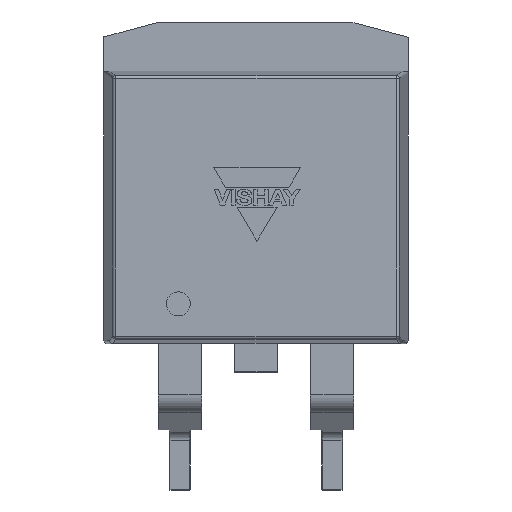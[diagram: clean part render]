
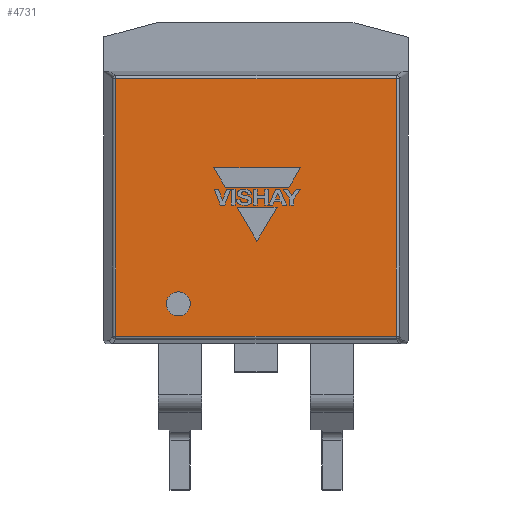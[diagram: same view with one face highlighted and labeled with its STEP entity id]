
A CAD part, top view. The second image highlights one B-rep face of the part: STEP entity #4731.
In plain terms, the highlighted planar face has unit normal (0, 0, 1).
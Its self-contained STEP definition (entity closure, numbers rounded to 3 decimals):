
#216=PLANE('',#5174);
#420=FACE_OUTER_BOUND('',#727,.T.);
#727=EDGE_LOOP('',(#3334,#3335,#3336,#3337));
#1022=LINE('',#7180,#1481);
#1024=LINE('',#7190,#1483);
#1028=LINE('',#7206,#1487);
#1032=LINE('',#7212,#1491);
#1481=VECTOR('',#5703,10.);
#1483=VECTOR('',#5715,10.);
#1487=VECTOR('',#5733,10.);
#1491=VECTOR('',#5741,10.);
#2152=VERTEX_POINT('',#7160);
#2158=VERTEX_POINT('',#7175);
#2159=VERTEX_POINT('',#7182);
#2164=VERTEX_POINT('',#7198);
#2575=EDGE_CURVE('',#2152,#2158,#1022,.T.);
#2580=EDGE_CURVE('',#2159,#2152,#1024,.T.);
#2588=EDGE_CURVE('',#2164,#2159,#1028,.T.);
#2592=EDGE_CURVE('',#2158,#2164,#1032,.T.);
#3334=ORIENTED_EDGE('',*,*,#2575,.F.);
#3335=ORIENTED_EDGE('',*,*,#2580,.F.);
#3336=ORIENTED_EDGE('',*,*,#2588,.F.);
#3337=ORIENTED_EDGE('',*,*,#2592,.F.);
#4731=ADVANCED_FACE('',(#420),#216,.T.);
#5174=AXIS2_PLACEMENT_3D('',#7239,#5772,#5773);
#5703=DIRECTION('',(1.,0.,0.));
#5715=DIRECTION('',(0.,1.,0.));
#5733=DIRECTION('',(-1.,0.,0.));
#5741=DIRECTION('',(0.,-1.,0.));
#5772=DIRECTION('center_axis',(0.,0.,1.));
#5773=DIRECTION('ref_axis',(1.,0.,0.));
#7160=CARTESIAN_POINT('',(-4.686,4.294,5.084));
#7175=CARTESIAN_POINT('',(4.686,4.294,5.084));
#7180=CARTESIAN_POINT('',(1.27,4.294,5.084));
#7182=CARTESIAN_POINT('',(-4.686,-4.299,5.084));
#7190=CARTESIAN_POINT('',(-4.686,1.135,5.084));
#7198=CARTESIAN_POINT('',(4.686,-4.299,5.084));
#7206=CARTESIAN_POINT('',(-1.27,-4.299,5.084));
#7212=CARTESIAN_POINT('',(4.686,-1.135,5.084));
#7239=CARTESIAN_POINT('Origin',(0.,0.,5.084));
